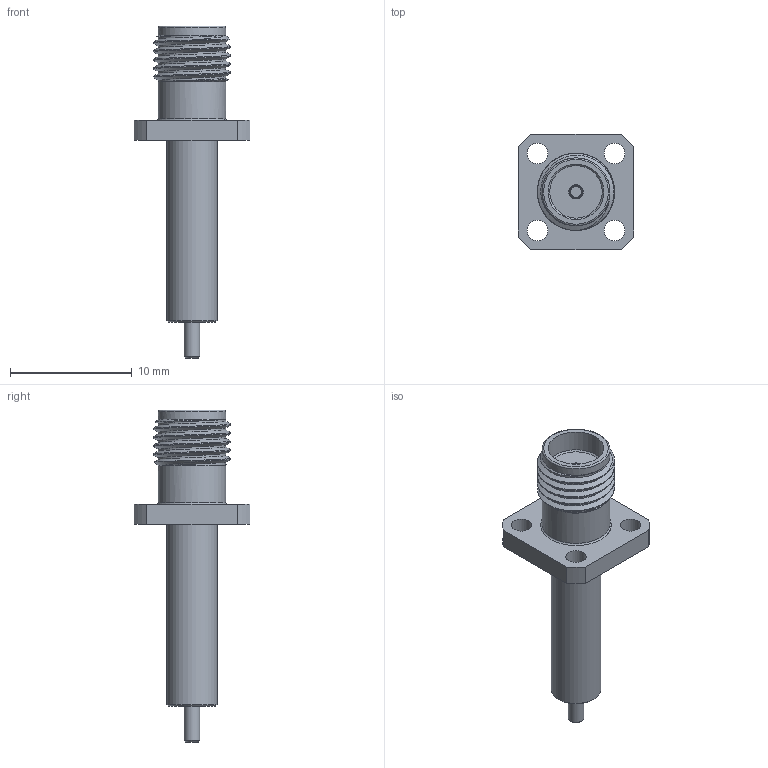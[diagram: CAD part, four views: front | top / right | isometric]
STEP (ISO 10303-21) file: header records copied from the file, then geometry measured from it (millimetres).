
FILE_DESCRIPTION (( 'STEP AP203' ), '1' );
FILE_NAME ('SC3741.step', '2020-05-07T21:33:41', ( '' ), ( '' ), 'SwSTEP 2.0', 'SolidWorks 2018', '' );
FILE_SCHEMA (( 'CONFIG_CONTROL_DESIGN' ));
Length unit declared in the file: inch
Products named in the file (1): SC3741
Bounding box: 9.53 x 9.53 x 27.3 mm (x, y, z)
Volume: 501.1 mm3; surface area: 675.3 mm2
Topology: 1 solids, 1 shells, 47 faces, 112 edges, 72 vertices
Faces by surface type: plane 19, cylinder 16, cone 7, bspline 3, torus 2
Full cylindrical faces by diameter (mm): 0.914 x1, 1.168 x1, 1.27 x1, 1.702 x4, 4.115 x1, 4.572 x1, 5.582 x2
Entity records: 2463 total; most frequent: CARTESIAN_POINT 1377, DIRECTION 208, ORIENTED_EDGE 184, EDGE_CURVE 92, AXIS2_PLACEMENT_3D 88, EDGE_LOOP 76, VERTEX_POINT 68, FACE_OUTER_BOUND 60
